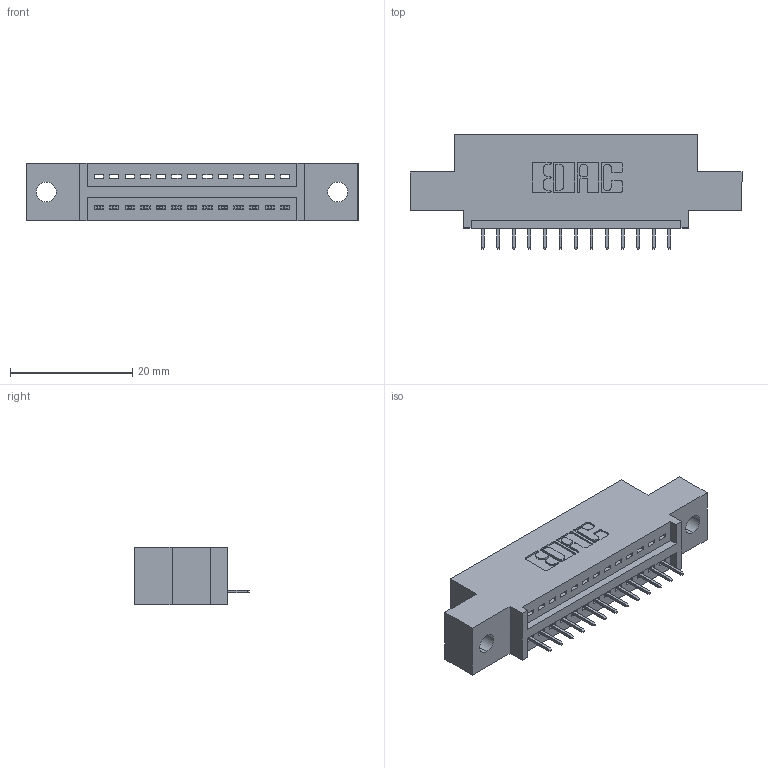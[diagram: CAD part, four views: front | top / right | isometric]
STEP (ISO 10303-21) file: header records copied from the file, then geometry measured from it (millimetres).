
FILE_DESCRIPTION (( 'STEP AP203' ), '1' );
FILE_NAME ('845-013-525-402.STEP', '2020-09-22T17:23:54', ( '' ), ( '' ), 'SwSTEP 2.0', 'SolidWorks 2020', '' );
FILE_SCHEMA (( 'CONFIG_CONTROL_DESIGN' ));
Length unit declared in the file: inch
Products named in the file (3): 345-292-001_345-293-125; 845-013-525-402; 845 Part_0.110 Offset - 0.128 Dia
Assembly tree (14 placements, depth 2):
  845-013-525-402
    845 Part_0.110 Offset - 0.128 Dia
    345-292-001_345-293-125  x13
Bounding box: 54.23 x 18.72 x 9.4 mm (x, y, z)
Volume: 4750 mm3; surface area: 5551.6 mm2
Topology: 14 solids, 14 shells, 936 faces, 2693 edges, 1742 vertices
Faces by surface type: plane 682, cylinder 254
Entity records: 13897 total; most frequent: CARTESIAN_POINT 2415, ORIENTED_EDGE 2362, DIRECTION 2151, EDGE_CURVE 1181, VECTOR 1001, LINE 1001, VERTEX_POINT 782, AXIS2_PLACEMENT_3D 575
